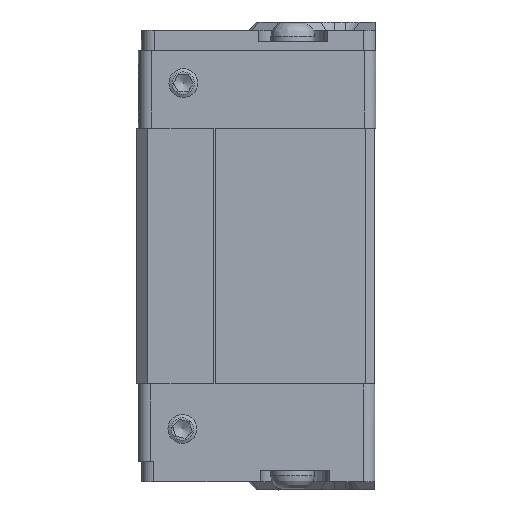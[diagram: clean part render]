
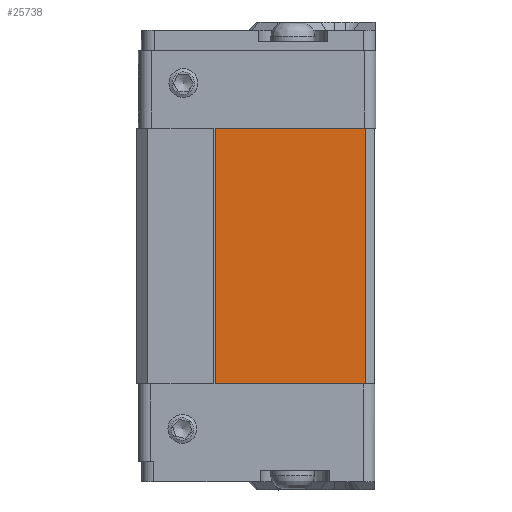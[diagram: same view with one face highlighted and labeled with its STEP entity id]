
A CAD part, left-side view. The second image highlights one B-rep face of the part: STEP entity #25738.
In plain terms, the highlighted planar face has unit normal (-1, 0, 0).
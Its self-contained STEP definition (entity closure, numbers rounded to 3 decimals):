
#987=FACE_OUTER_BOUND('',#2441,.T.);
#2441=EDGE_LOOP('',(#16507,#16508,#16509,#16510));
#4814=LINE('',#36776,#7426);
#4899=LINE('',#37092,#7511);
#4988=LINE('',#37371,#7600);
#4989=LINE('',#37372,#7601);
#7426=VECTOR('',#29632,13.);
#7511=VECTOR('',#29869,13.);
#7600=VECTOR('',#30094,22.2);
#7601=VECTOR('',#30095,22.2);
#10062=VERTEX_POINT('',#36773);
#10063=VERTEX_POINT('',#36775);
#10217=VERTEX_POINT('',#37089);
#10218=VERTEX_POINT('',#37091);
#12462=EDGE_CURVE('',#10062,#10063,#4814,.T.);
#12617=EDGE_CURVE('',#10217,#10218,#4899,.T.);
#12757=EDGE_CURVE('',#10063,#10217,#4988,.T.);
#12758=EDGE_CURVE('',#10218,#10062,#4989,.T.);
#16507=ORIENTED_EDGE('',*,*,#12617,.F.);
#16508=ORIENTED_EDGE('',*,*,#12757,.F.);
#16509=ORIENTED_EDGE('',*,*,#12462,.F.);
#16510=ORIENTED_EDGE('',*,*,#12758,.F.);
#23309=PLANE('',#27376);
#25738=ADVANCED_FACE('',(#987),#23309,.F.);
#27376=AXIS2_PLACEMENT_3D('',#37370,#30092,#30093);
#29632=DIRECTION('',(0.,-1.,0.));
#29869=DIRECTION('',(0.,1.,0.));
#30092=DIRECTION('center_axis',(1.,0.,0.));
#30093=DIRECTION('ref_axis',(0.,0.,-1.));
#30094=DIRECTION('',(0.,0.,-1.));
#30095=DIRECTION('',(0.,0.,1.));
#36773=CARTESIAN_POINT('',(-16.85,6.6,11.1));
#36775=CARTESIAN_POINT('',(-16.85,-6.4,11.1));
#36776=CARTESIAN_POINT('',(-16.85,0.,11.1));
#37089=CARTESIAN_POINT('',(-16.85,-6.4,-11.1));
#37091=CARTESIAN_POINT('',(-16.85,6.6,-11.1));
#37092=CARTESIAN_POINT('',(-16.85,-7.25,-11.1));
#37370=CARTESIAN_POINT('Origin',(-16.85,-7.25,11.1));
#37371=CARTESIAN_POINT('',(-16.85,-6.4,11.1));
#37372=CARTESIAN_POINT('',(-16.85,6.6,11.1));
